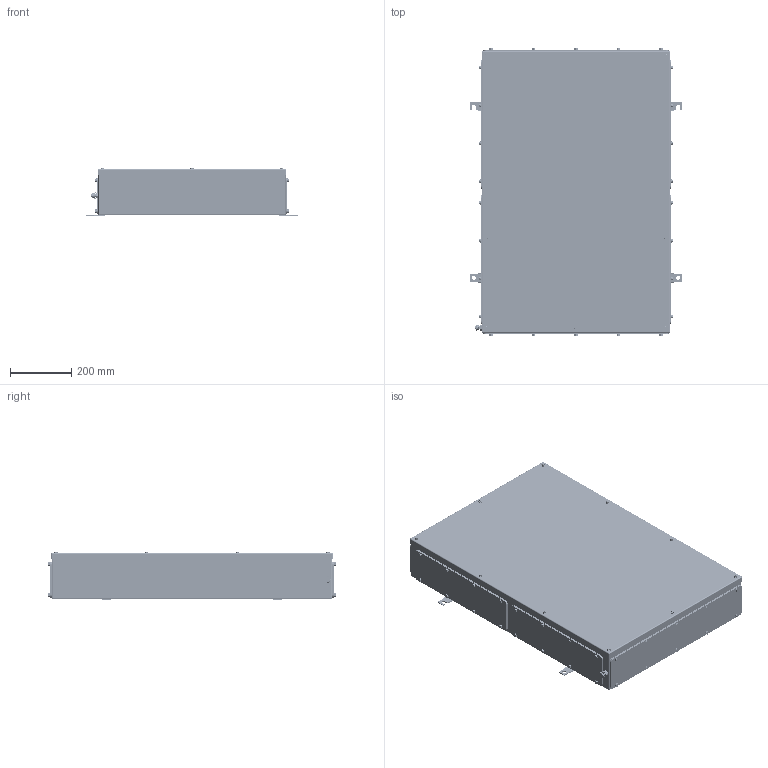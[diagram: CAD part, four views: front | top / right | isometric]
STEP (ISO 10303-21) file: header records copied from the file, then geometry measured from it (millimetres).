
FILE_DESCRIPTION(('CATIA V5 STEP Exchange','CAx-IF Rec.Pracs.--- Model Styling and Organization---1.4--- 2014-01-23'),'2;1');
FILE_NAME ('008703-4_2_1196640000_1196640000.stp','2019-09-25T09:55:04+00:00',('none'),('Weidmueller'),'CATIA Version 5-6 Release 2016 SP3 HF44','CATIA V5 STEP AP214','none');
FILE_SCHEMA(('AUTOMOTIVE_DESIGN { 1 0 10303 214 1 1 1 1 }'));
Products named in the file (1): Product7_AllCATPart
Bounding box: 691 x 936 x 158.5 mm (x, y, z)
Volume: 3888124 mm3; surface area: 4194658.1 mm2
Topology: 181 solids, 181 shells, 3807 faces, 8634 edges, 5361 vertices
Faces by surface type: cylinder 1680, plane 1305, cone 742, torus 64, sphere 16
Entity records: 99787 total; most frequent: CARTESIAN_POINT 20293, ORIENTED_EDGE 16952, DIRECTION 13251, EDGE_CURVE 8476, AXIS2_PLACEMENT_3D 6364, VERTEX_POINT 5361, EDGE_LOOP 4573, VECTOR 4246
